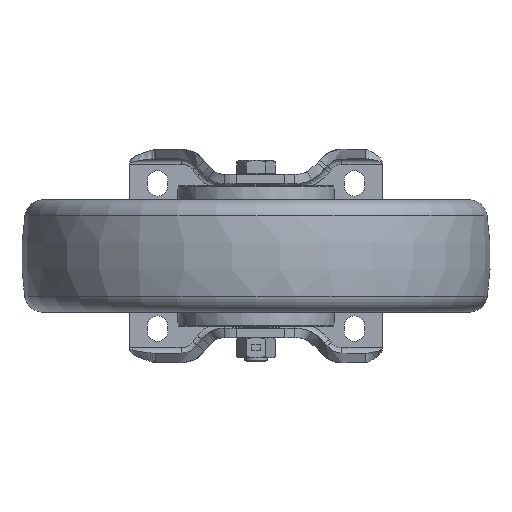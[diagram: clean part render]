
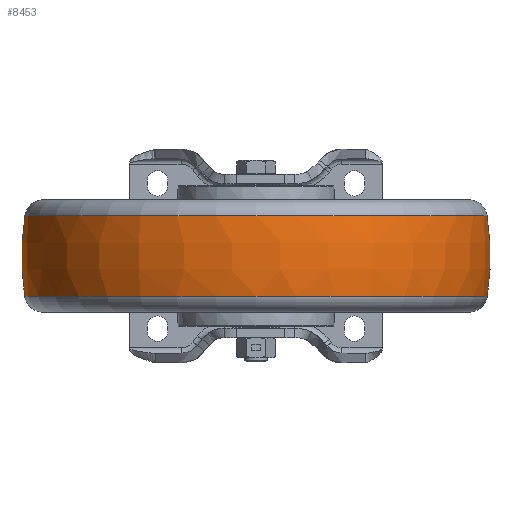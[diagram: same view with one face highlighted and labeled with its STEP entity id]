
A CAD part, front view. The second image highlights one B-rep face of the part: STEP entity #8453.
In plain terms, the highlighted toroidal (fillet/blend) face has major radius 15 mm and minor radius 140 mm.
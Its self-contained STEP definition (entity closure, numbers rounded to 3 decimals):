
#1056 = AXIS2_PLACEMENT_3D ( 'NONE', #13703, #32158, #16460 ) ;
#1209 = AXIS2_PLACEMENT_3D ( 'NONE', #32757, #17058, #1325 ) ;
#1325 = DIRECTION ( 'NONE',  ( 1., 0., 0. ) ) ;
#2171 = VERTEX_POINT ( 'NONE', #5978 ) ;
#2534 = AXIS2_PLACEMENT_3D ( 'NONE', #3241, #21610, #5889 ) ;
#2564 = DIRECTION ( 'NONE',  ( 0., 0., -1. ) ) ;
#3241 = CARTESIAN_POINT ( 'NONE',  ( 0., -172., 21.475 ) ) ;
#5468 = DIRECTION ( 'NONE',  ( 0., 1., 0. ) ) ;
#5889 = DIRECTION ( 'NONE',  ( 1., 0., 0. ) ) ;
#5978 = CARTESIAN_POINT ( 'NONE',  ( 123.292, -172., 21.475 ) ) ;
#6328 = CIRCLE ( 'NONE', #22689, 140. ) ;
#6345 = VERTEX_POINT ( 'NONE', #32045 ) ;
#7082 = TOROIDAL_SURFACE ( 'NONE', #1056, -15., 140. ) ;
#7340 = CIRCLE ( 'NONE', #14335, 140. ) ;
#7780 = CARTESIAN_POINT ( 'NONE',  ( -123.292, -172., 21.475 ) ) ;
#8453 = ADVANCED_FACE ( 'NONE', ( #16527 ), #7082, .T. ) ;
#8678 = CIRCLE ( 'NONE', #1209, 123.393 ) ;
#9681 = CARTESIAN_POINT ( 'NONE',  ( -123.393, -172., -21.483 ) ) ;
#13703 = CARTESIAN_POINT ( 'NONE',  ( 0., -172., -0.329 ) ) ;
#13910 = EDGE_CURVE ( 'NONE', #21083, #6345, #8678, .T. ) ;
#14335 = AXIS2_PLACEMENT_3D ( 'NONE', #33993, #18305, #2564 ) ;
#16460 = DIRECTION ( 'NONE',  ( 1., 0., 0. ) ) ;
#16527 = FACE_OUTER_BOUND ( 'NONE', #19318, .T. ) ;
#17058 = DIRECTION ( 'NONE',  ( 0., 0., 1. ) ) ;
#17366 = ORIENTED_EDGE ( 'NONE', *, *, #33292, .F. ) ;
#18023 = CIRCLE ( 'NONE', #2534, 123.292 ) ;
#18305 = DIRECTION ( 'NONE',  ( 0., -1., 0. ) ) ;
#19318 = EDGE_LOOP ( 'NONE', ( #17366, #27926, #22094, #20281 ) ) ;
#20281 = ORIENTED_EDGE ( 'NONE', *, *, #32169, .F. ) ;
#21083 = VERTEX_POINT ( 'NONE', #9681 ) ;
#21186 = CARTESIAN_POINT ( 'NONE',  ( 15., -172., -0.329 ) ) ;
#21610 = DIRECTION ( 'NONE',  ( 0., 0., 1. ) ) ;
#22094 = ORIENTED_EDGE ( 'NONE', *, *, #26291, .T. ) ;
#22689 = AXIS2_PLACEMENT_3D ( 'NONE', #21186, #5468, #23792 ) ;
#23792 = DIRECTION ( 'NONE',  ( -1., 0., 0. ) ) ;
#26291 = EDGE_CURVE ( 'NONE', #6345, #2171, #7340, .T. ) ;
#27926 = ORIENTED_EDGE ( 'NONE', *, *, #13910, .T. ) ;
#29789 = VERTEX_POINT ( 'NONE', #7780 ) ;
#32045 = CARTESIAN_POINT ( 'NONE',  ( 123.393, -172., -21.483 ) ) ;
#32158 = DIRECTION ( 'NONE',  ( 0., 0., 1. ) ) ;
#32169 = EDGE_CURVE ( 'NONE', #29789, #2171, #18023, .T. ) ;
#32757 = CARTESIAN_POINT ( 'NONE',  ( 0., -172., -21.483 ) ) ;
#33292 = EDGE_CURVE ( 'NONE', #21083, #29789, #6328, .T. ) ;
#33993 = CARTESIAN_POINT ( 'NONE',  ( -15., -172., -0.329 ) ) ;
